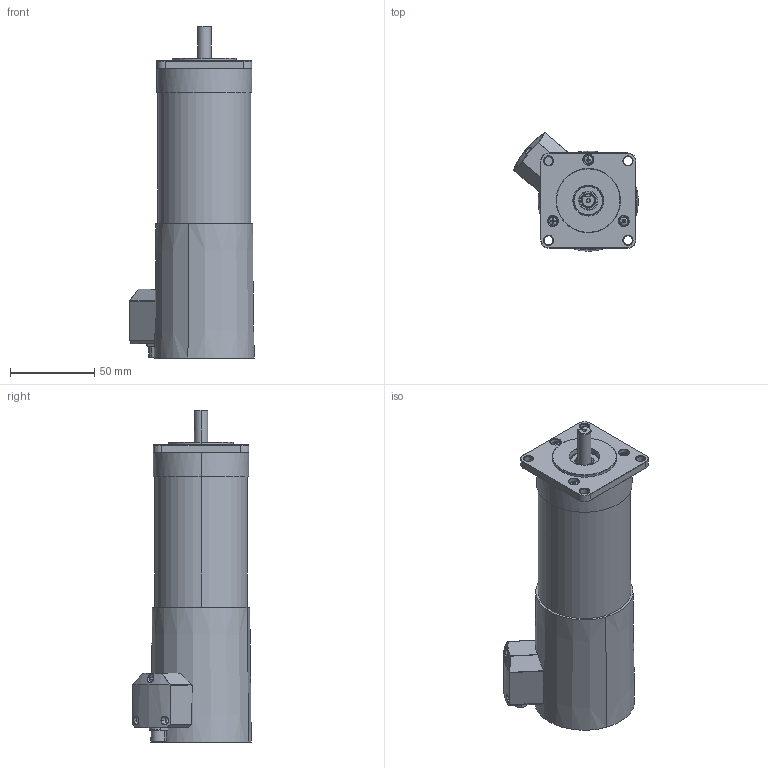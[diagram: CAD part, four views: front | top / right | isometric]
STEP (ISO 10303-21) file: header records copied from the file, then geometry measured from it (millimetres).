
FILE_DESCRIPTION (( 'STEP AP214' ), '1' );
FILE_NAME ('asd sto.STEP', '2024-01-22T09:13:00', ( '' ), ( '' ), 'SwSTEP 2.0', 'SolidWorks 2023', '' );
FILE_SCHEMA (( 'AUTOMOTIVE_DESIGN' ));
Length unit declared in the file: millimetre
Products named in the file (10): MAC050-320-HOUSE-mockup (MM0315)_DEFAULT; MAC050-320-BEARING-mockup_5972K501; asd sto; MAC050-320-FFSCR-mockup_92000A100; MAC050-320-FLANGE-mockup_Square IP42 (IP67 Size) (MAC141); MAC050-320-MTRBASE-mockup_MAC141-320; MAC050-320-SHAFT-mockup_4) Ø8 L20.6 Key:3-1.8-12 (MAC050-320); MAC050-320-BHOUSE (mockup)_STO; MAC050-320-FMOTOR-mockup_2c) Square flange IP42 (IP67 Size) (MAC141); MAC050-320-STO-mockup
Assembly tree (11 placements, depth 3):
  asd sto
    MAC050-320-FMOTOR-mockup_2c) Square flange IP42 (IP67 Size) (MAC141)
      MAC050-320-FLANGE-mockup_Square IP42 (IP67 Size) (MAC141)
      MAC050-320-BEARING-mockup_5972K501
      MAC050-320-FFSCR-mockup_92000A100  x3
    MAC050-320-BHOUSE (mockup)_STO
      MAC050-320-HOUSE-mockup (MM0315)_DEFAULT
      MAC050-320-STO-mockup
    MAC050-320-MTRBASE-mockup_MAC141-320
    MAC050-320-SHAFT-mockup_4) Ø8 L20.6 Key:3-1.8-12 (MAC050-320)
Bounding box: 74.07 x 70.27 x 197 mm (x, y, z)
Volume: 124834.7 mm3; surface area: 86440.4 mm2
Topology: 21 solids, 21 shells, 891 faces, 2245 edges, 1400 vertices
Faces by surface type: plane 275, cylinder 263, cone 191, torus 83, sphere 42, bspline 37
Entity records: 27798 total; most frequent: CARTESIAN_POINT 7791, DIRECTION 3936, ORIENTED_EDGE 3764, EDGE_CURVE 1882, AXIS2_PLACEMENT_3D 1614, VERTEX_POINT 1177, EDGE_LOOP 855, CIRCLE 842
